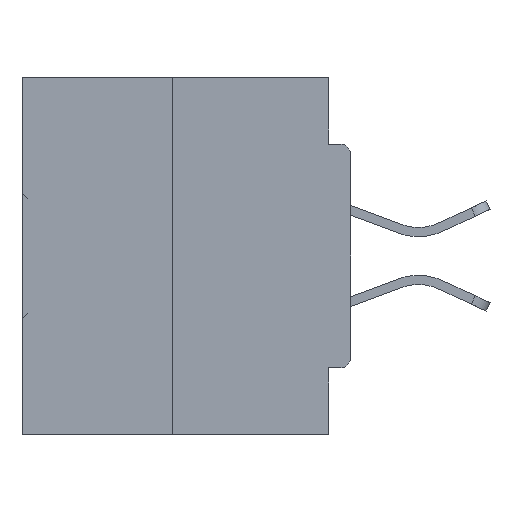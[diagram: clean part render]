
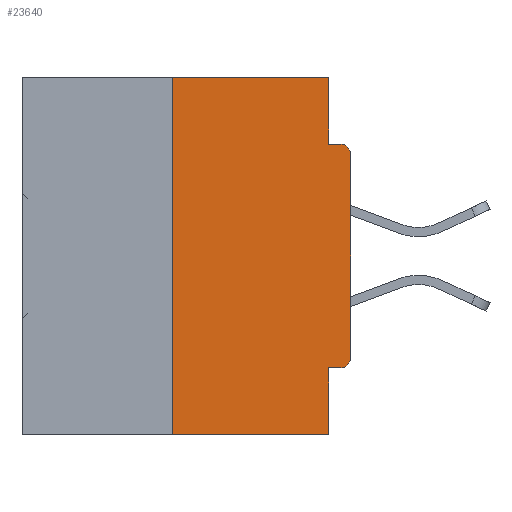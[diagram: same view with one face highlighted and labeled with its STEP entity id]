
A CAD part, left-side view. The second image highlights one B-rep face of the part: STEP entity #23640.
In plain terms, the highlighted planar face has unit normal (-1, 0, 0).
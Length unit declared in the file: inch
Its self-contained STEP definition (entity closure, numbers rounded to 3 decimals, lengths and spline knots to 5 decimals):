
#554 = CARTESIAN_POINT ( 'NONE',  ( 0., 0.031, -0.5 ) ) ;
#1090 = EDGE_CURVE ( 'NONE', #23900, #33540, #2487, .T. ) ;
#1675 = DIRECTION ( 'NONE',  ( 0., 0., -1. ) ) ;
#2258 = LINE ( 'NONE', #3167, #33751 ) ;
#2487 = LINE ( 'NONE', #34725, #31684 ) ;
#2931 = LINE ( 'NONE', #46454, #10231 ) ;
#3167 = CARTESIAN_POINT ( 'NONE',  ( 0., 0.25, 0. ) ) ;
#3465 = DIRECTION ( 'NONE',  ( 0., -1., 0. ) ) ;
#4413 = VECTOR ( 'NONE', #5006, 39.37008 ) ;
#4421 = CARTESIAN_POINT ( 'NONE',  ( 0., 0., -0.1085 ) ) ;
#4705 = VERTEX_POINT ( 'NONE', #4421 ) ;
#5006 = DIRECTION ( 'NONE',  ( 0., 0., -1. ) ) ;
#5309 = DIRECTION ( 'NONE',  ( 0., -1., 0. ) ) ;
#6144 = DIRECTION ( 'NONE',  ( 0., 0., -1. ) ) ;
#6794 = LINE ( 'NONE', #24923, #17435 ) ;
#8805 = CARTESIAN_POINT ( 'NONE',  ( 0., 0.25, 0. ) ) ;
#8886 = DIRECTION ( 'NONE',  ( 1., 0., 0. ) ) ;
#9806 = DIRECTION ( 'NONE',  ( 0., 0., -1. ) ) ;
#10231 = VECTOR ( 'NONE', #9806, 39.37008 ) ;
#11937 = LINE ( 'NONE', #41245, #26508 ) ;
#12126 = EDGE_CURVE ( 'NONE', #46276, #29961, #11937, .T. ) ;
#13048 = DIRECTION ( 'NONE',  ( 0., -1., 0. ) ) ;
#13218 = ORIENTED_EDGE ( 'NONE', *, *, #29476, .F. ) ;
#14986 = AXIS2_PLACEMENT_3D ( 'NONE', #23738, #8886, #23259 ) ;
#15618 = ORIENTED_EDGE ( 'NONE', *, *, #22772, .F. ) ;
#16082 = VECTOR ( 'NONE', #35089, 39.37008 ) ;
#16540 = PLANE ( 'NONE',  #14986 ) ;
#17361 = VERTEX_POINT ( 'NONE', #28103 ) ;
#17435 = VECTOR ( 'NONE', #3465, 39.37008 ) ;
#17452 = CARTESIAN_POINT ( 'NONE',  ( 0., 0., -0.3915 ) ) ;
#19093 = CIRCLE ( 'NONE', #34562, 0.015 ) ;
#19344 = EDGE_CURVE ( 'NONE', #39384, #17361, #43518, .T. ) ;
#19352 = CARTESIAN_POINT ( 'NONE',  ( 0., 0.031, 0. ) ) ;
#20582 = EDGE_CURVE ( 'NONE', #29556, #27546, #6794, .T. ) ;
#21180 = CARTESIAN_POINT ( 'NONE',  ( 0., 0.015, -0.3915 ) ) ;
#22321 = EDGE_LOOP ( 'NONE', ( #23520, #39610, #28641, #15618, #24680, #32591, #31780, #44751, #44536, #13218 ) ) ;
#22772 = EDGE_CURVE ( 'NONE', #33540, #29961, #2931, .T. ) ;
#23159 = DIRECTION ( 'NONE',  ( -1., 0., 0. ) ) ;
#23259 = DIRECTION ( 'NONE',  ( 0., 0., -1. ) ) ;
#23520 = ORIENTED_EDGE ( 'NONE', *, *, #20582, .F. ) ;
#23640 = ADVANCED_FACE ( 'NONE', ( #26956 ), #16540, .F. ) ;
#23738 = CARTESIAN_POINT ( 'NONE',  ( 0., 0.46, 0. ) ) ;
#23900 = VERTEX_POINT ( 'NONE', #29971 ) ;
#24462 = AXIS2_PLACEMENT_3D ( 'NONE', #34404, #23159, #1675 ) ;
#24680 = ORIENTED_EDGE ( 'NONE', *, *, #1090, .F. ) ;
#24923 = CARTESIAN_POINT ( 'NONE',  ( 0., 0.46, 0. ) ) ;
#26508 = VECTOR ( 'NONE', #13048, 39.37008 ) ;
#26956 = FACE_OUTER_BOUND ( 'NONE', #22321, .T. ) ;
#27546 = VERTEX_POINT ( 'NONE', #19352 ) ;
#28103 = CARTESIAN_POINT ( 'NONE',  ( 0., 0.015, -0.0935 ) ) ;
#28265 = DIRECTION ( 'NONE',  ( 0., 0., 1. ) ) ;
#28454 = CARTESIAN_POINT ( 'NONE',  ( 0., 0.031, -0.0935 ) ) ;
#28641 = ORIENTED_EDGE ( 'NONE', *, *, #12126, .T. ) ;
#28741 = EDGE_CURVE ( 'NONE', #46276, #29556, #2258, .T. ) ;
#29476 = EDGE_CURVE ( 'NONE', #27546, #39384, #33706, .T. ) ;
#29556 = VERTEX_POINT ( 'NONE', #8805 ) ;
#29713 = EDGE_CURVE ( 'NONE', #4705, #17361, #30812, .T. ) ;
#29961 = VERTEX_POINT ( 'NONE', #554 ) ;
#29971 = CARTESIAN_POINT ( 'NONE',  ( 0., 0.015, -0.4065 ) ) ;
#30812 = CIRCLE ( 'NONE', #24462, 0.015 ) ;
#30899 = CARTESIAN_POINT ( 'NONE',  ( 0., 0., -0.0935 ) ) ;
#31605 = EDGE_CURVE ( 'NONE', #34928, #4705, #41470, .T. ) ;
#31684 = VECTOR ( 'NONE', #35197, 39.37008 ) ;
#31780 = ORIENTED_EDGE ( 'NONE', *, *, #31605, .T. ) ;
#32416 = CARTESIAN_POINT ( 'NONE',  ( 0., 0.25, -0.5 ) ) ;
#32591 = ORIENTED_EDGE ( 'NONE', *, *, #44415, .T. ) ;
#33540 = VERTEX_POINT ( 'NONE', #35631 ) ;
#33706 = LINE ( 'NONE', #40416, #4413 ) ;
#33751 = VECTOR ( 'NONE', #28265, 39.37008 ) ;
#34404 = CARTESIAN_POINT ( 'NONE',  ( 0., 0.015, -0.1085 ) ) ;
#34562 = AXIS2_PLACEMENT_3D ( 'NONE', #21180, #45953, #6144 ) ;
#34725 = CARTESIAN_POINT ( 'NONE',  ( 0., 0., -0.4065 ) ) ;
#34928 = VERTEX_POINT ( 'NONE', #17452 ) ;
#34940 = CARTESIAN_POINT ( 'NONE',  ( 0., 0., 0. ) ) ;
#35089 = DIRECTION ( 'NONE',  ( 0., 0., 1. ) ) ;
#35197 = DIRECTION ( 'NONE',  ( 0., 1., 0. ) ) ;
#35631 = CARTESIAN_POINT ( 'NONE',  ( 0., 0.031, -0.4065 ) ) ;
#39384 = VERTEX_POINT ( 'NONE', #28454 ) ;
#39610 = ORIENTED_EDGE ( 'NONE', *, *, #28741, .F. ) ;
#40416 = CARTESIAN_POINT ( 'NONE',  ( 0., 0.031, 0. ) ) ;
#41245 = CARTESIAN_POINT ( 'NONE',  ( 0., 0.46, -0.5 ) ) ;
#41470 = LINE ( 'NONE', #34940, #16082 ) ;
#43518 = LINE ( 'NONE', #30899, #45771 ) ;
#44415 = EDGE_CURVE ( 'NONE', #23900, #34928, #19093, .T. ) ;
#44536 = ORIENTED_EDGE ( 'NONE', *, *, #19344, .F. ) ;
#44751 = ORIENTED_EDGE ( 'NONE', *, *, #29713, .T. ) ;
#45771 = VECTOR ( 'NONE', #5309, 39.37008 ) ;
#45953 = DIRECTION ( 'NONE',  ( -1., 0., 0. ) ) ;
#46276 = VERTEX_POINT ( 'NONE', #32416 ) ;
#46454 = CARTESIAN_POINT ( 'NONE',  ( 0., 0.031, -0.5 ) ) ;
